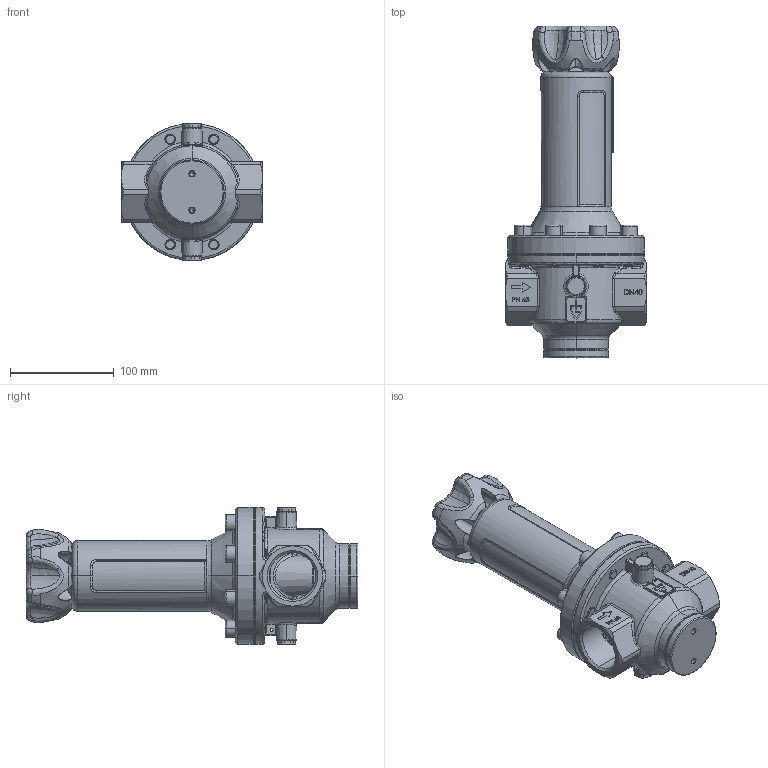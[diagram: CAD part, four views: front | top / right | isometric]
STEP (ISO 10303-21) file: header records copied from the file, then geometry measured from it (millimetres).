
FILE_DESCRIPTION (( 'STEP AP214' ), '1' );
FILE_NAME ('684-40-f+f-40+40.STEP', '2015-11-26T15:47:10', ( '' ), ( '' ), 'SwSTEP 2.0', 'SolidWorks 2014', '' );
FILE_SCHEMA (( 'AUTOMOTIVE_DESIGN' ));
Length unit declared in the file: millimetre
Products named in the file (1): 684-40-f+f-40+40
Bounding box: 136 x 319.8 x 132 mm (x, y, z)
Volume: 962948.9 mm3; surface area: 282811.3 mm2
Topology: 20 solids, 20 shells, 2236 faces, 5567 edges, 3399 vertices
Faces by surface type: plane 681, bspline 583, cylinder 537, torus 206, cone 185, sphere 44
Entity records: 139556 total; most frequent: CARTESIAN_POINT 66365, ORIENTED_EDGE 10998, DIRECTION 8627, EDGE_CURVE 5499, VERTEX_POINT 3399, AXIS2_PLACEMENT_3D 3296, EDGE_LOOP 2394, UNCERTAINTY_MEASURE_WITH_UNIT 2258
